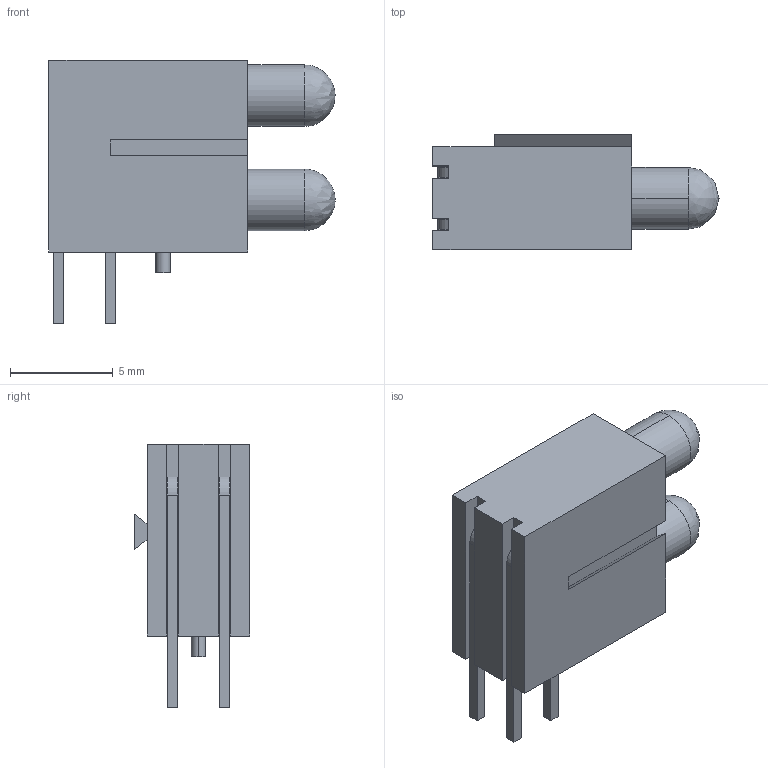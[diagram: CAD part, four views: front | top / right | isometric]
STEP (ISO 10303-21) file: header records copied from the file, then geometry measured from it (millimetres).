
FILE_DESCRIPTION (( 'STEP AP214' ), '1' );
FILE_NAME ('User Library-L-964ZM_1G1ID-RV.STEP', '2020-01-06T02:49:17', ( '' ), ( '' ), 'SwSTEP 2.0', 'SolidWorks 2019', '' );
FILE_SCHEMA (( 'AUTOMOTIVE_DESIGN' ));
Length unit declared in the file: millimetre
Products named in the file (6): User Library-L-964ZM_1G1ID-RV; Sheet Metal Part6; Part2_1_2; Sheet Metal Part53; Part1; Part2_1
Assembly tree (7 placements, depth 2):
  User Library-L-964ZM_1G1ID-RV
    Part1
    Part2_1
    Part2_1_2
    Sheet Metal Part6  x2
    Sheet Metal Part53  x2
Bounding box: 13.95 x 5.62 x 12.85 mm (x, y, z)
Volume: 506.6 mm3; surface area: 687.9 mm2
Topology: 7 solids, 7 shells, 81 faces, 202 edges, 132 vertices
Faces by surface type: plane 65, cylinder 14, bspline 2
Entity records: 2064 total; most frequent: CARTESIAN_POINT 351, DIRECTION 308, ORIENTED_EDGE 300, EDGE_CURVE 150, VECTOR 130, LINE 130, VERTEX_POINT 100, AXIS2_PLACEMENT_3D 89
